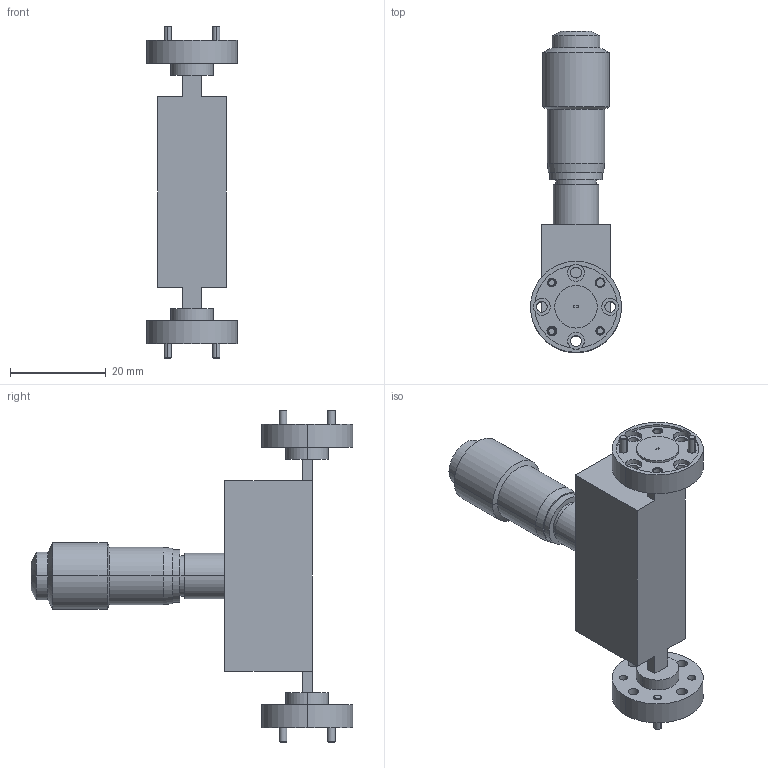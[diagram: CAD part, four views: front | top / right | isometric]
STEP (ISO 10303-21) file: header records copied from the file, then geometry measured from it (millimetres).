
FILE_DESCRIPTION (( 'STEP AP214' ), '1' );
FILE_NAME ('TA-M03-A-L1, Defeatured.STEP', '2022-06-02T19:41:01', ( '' ), ( '' ), 'SwSTEP 2.0', 'SolidWorks 2021', '' );
FILE_SCHEMA (( 'AUTOMOTIVE_DESIGN' ));
Length unit declared in the file: inch
Products named in the file (1): TA-M03-A-L1, Defeatured
Bounding box: 19.05 x 67.23 x 69.43 mm (x, y, z)
Volume: 17688.5 mm3; surface area: 7481.8 mm2
Topology: 6 solids, 6 shells, 184 faces, 430 edges, 272 vertices
Faces by surface type: cylinder 90, plane 54, cone 40
Entity records: 7839 total; most frequent: DIRECTION 1032, CARTESIAN_POINT 887, ORIENTED_EDGE 860, EDGE_CURVE 430, AXIS2_PLACEMENT_3D 417, VERTEX_POINT 272, CIRCLE 232, EDGE_LOOP 230
